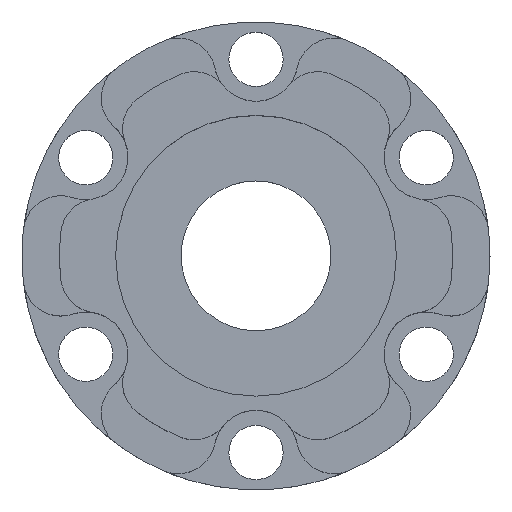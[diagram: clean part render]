
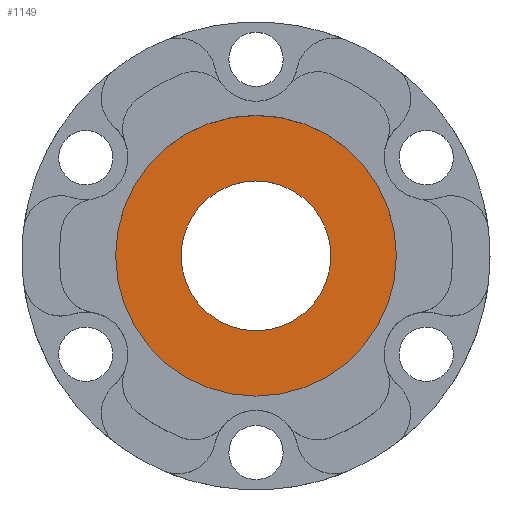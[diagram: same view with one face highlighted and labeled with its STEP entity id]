
A CAD part, top view. The second image highlights one B-rep face of the part: STEP entity #1149.
In plain terms, the highlighted planar face has unit normal (0, 0, 1).
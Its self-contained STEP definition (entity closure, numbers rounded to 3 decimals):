
#178=FACE_BOUND('',#303,.T.);
#239=FACE_OUTER_BOUND('',#302,.T.);
#302=EDGE_LOOP('',(#1017));
#303=EDGE_LOOP('',(#1018));
#431=CIRCLE('',#1328,4.);
#434=CIRCLE('',#1335,7.5);
#548=VERTEX_POINT('',#2071);
#550=VERTEX_POINT('',#2081);
#712=EDGE_CURVE('',#548,#548,#431,.T.);
#717=EDGE_CURVE('',#550,#550,#434,.T.);
#1017=ORIENTED_EDGE('',*,*,#717,.F.);
#1018=ORIENTED_EDGE('',*,*,#712,.T.);
#1094=PLANE('',#1336);
#1149=ADVANCED_FACE('',(#239,#178),#1094,.T.);
#1328=AXIS2_PLACEMENT_3D('',#2072,#1697,#1698);
#1335=AXIS2_PLACEMENT_3D('',#2083,#1713,#1714);
#1336=AXIS2_PLACEMENT_3D('',#2084,#1715,#1716);
#1697=DIRECTION('center_axis',(0.,0.,-1.));
#1698=DIRECTION('ref_axis',(1.,0.,0.));
#1713=DIRECTION('center_axis',(0.,0.,-1.));
#1714=DIRECTION('ref_axis',(1.,0.,0.));
#1715=DIRECTION('center_axis',(0.,0.,1.));
#1716=DIRECTION('ref_axis',(1.,0.,0.));
#2071=CARTESIAN_POINT('',(-4.,0.,4.));
#2072=CARTESIAN_POINT('Origin',(0.,0.,4.));
#2081=CARTESIAN_POINT('',(-7.5,0.,4.));
#2083=CARTESIAN_POINT('Origin',(0.,0.,4.));
#2084=CARTESIAN_POINT('Origin',(0.,0.,4.));
